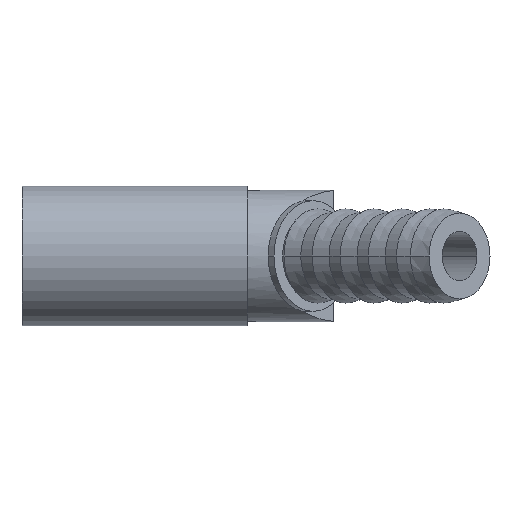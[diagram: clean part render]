
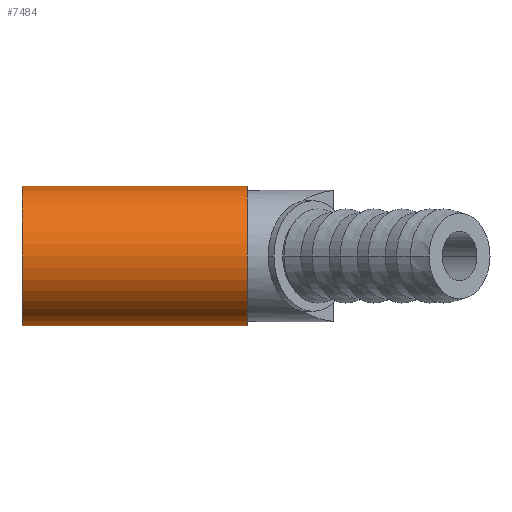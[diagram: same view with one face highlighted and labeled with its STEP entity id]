
A CAD part, front view. The second image highlights one B-rep face of the part: STEP entity #7484.
In plain terms, the highlighted cylindrical face has radius 8.5 mm (diameter 17 mm), a partial arc.
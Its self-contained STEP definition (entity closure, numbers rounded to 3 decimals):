
#79 = AXIS2_PLACEMENT_3D ( 'NONE', #7633, #6352, #2988 ) ;
#558 = EDGE_CURVE ( 'NONE', #7966, #4252, #6404, .T. ) ;
#844 = EDGE_CURVE ( 'NONE', #7465, #2759, #5983, .T. ) ;
#851 = CARTESIAN_POINT ( 'NONE',  ( 0., 0., -8.5 ) ) ;
#1080 = DIRECTION ( 'NONE',  ( -1., 0., 0. ) ) ;
#1264 = CARTESIAN_POINT ( 'NONE',  ( 0., 0., 8.5 ) ) ;
#2336 = VECTOR ( 'NONE', #1080, 1000. ) ;
#2759 = VERTEX_POINT ( 'NONE', #4613 ) ;
#2988 = DIRECTION ( 'NONE',  ( 0., 0., 1. ) ) ;
#3317 = ORIENTED_EDGE ( 'NONE', *, *, #7951, .F. ) ;
#3695 = DIRECTION ( 'NONE',  ( 0., 0., 1. ) ) ;
#3862 = LINE ( 'NONE', #6567, #2336 ) ;
#4031 = VECTOR ( 'NONE', #7180, 1000. ) ;
#4252 = VERTEX_POINT ( 'NONE', #7798 ) ;
#4287 = ORIENTED_EDGE ( 'NONE', *, *, #7832, .T. ) ;
#4446 = CARTESIAN_POINT ( 'NONE',  ( 27.5, 0., -8.5 ) ) ;
#4599 = DIRECTION ( 'NONE',  ( 0., 0., 1. ) ) ;
#4613 = CARTESIAN_POINT ( 'NONE',  ( 27.5, 0., 8.5 ) ) ;
#5269 = CARTESIAN_POINT ( 'NONE',  ( 0., 0., 0. ) ) ;
#5704 = AXIS2_PLACEMENT_3D ( 'NONE', #8294, #6392, #3695 ) ;
#5983 = CIRCLE ( 'NONE', #5704, 8.5 ) ;
#6096 = DIRECTION ( 'NONE',  ( -1., 0., 0. ) ) ;
#6121 = AXIS2_PLACEMENT_3D ( 'NONE', #5269, #6096, #4599 ) ;
#6352 = DIRECTION ( 'NONE',  ( -1., 0., 0. ) ) ;
#6392 = DIRECTION ( 'NONE',  ( -1., 0., 0. ) ) ;
#6404 = CIRCLE ( 'NONE', #6121, 8.5 ) ;
#6567 = CARTESIAN_POINT ( 'NONE',  ( 0., 0., -8.5 ) ) ;
#7118 = ORIENTED_EDGE ( 'NONE', *, *, #844, .T. ) ;
#7180 = DIRECTION ( 'NONE',  ( -1., 0., 0. ) ) ;
#7313 = LINE ( 'NONE', #1264, #4031 ) ;
#7465 = VERTEX_POINT ( 'NONE', #4446 ) ;
#7484 = ADVANCED_FACE ( 'NONE', ( #8464 ), #8425, .T. ) ;
#7633 = CARTESIAN_POINT ( 'NONE',  ( 0., 0., 0. ) ) ;
#7798 = CARTESIAN_POINT ( 'NONE',  ( 0., 0., 8.5 ) ) ;
#7832 = EDGE_CURVE ( 'NONE', #2759, #4252, #7313, .T. ) ;
#7951 = EDGE_CURVE ( 'NONE', #7465, #7966, #3862, .T. ) ;
#7966 = VERTEX_POINT ( 'NONE', #851 ) ;
#7974 = EDGE_LOOP ( 'NONE', ( #3317, #7118, #4287, #8044 ) ) ;
#8044 = ORIENTED_EDGE ( 'NONE', *, *, #558, .F. ) ;
#8294 = CARTESIAN_POINT ( 'NONE',  ( 27.5, 0., 0. ) ) ;
#8425 = CYLINDRICAL_SURFACE ( 'NONE', #79, 8.5 ) ;
#8464 = FACE_OUTER_BOUND ( 'NONE', #7974, .T. ) ;
